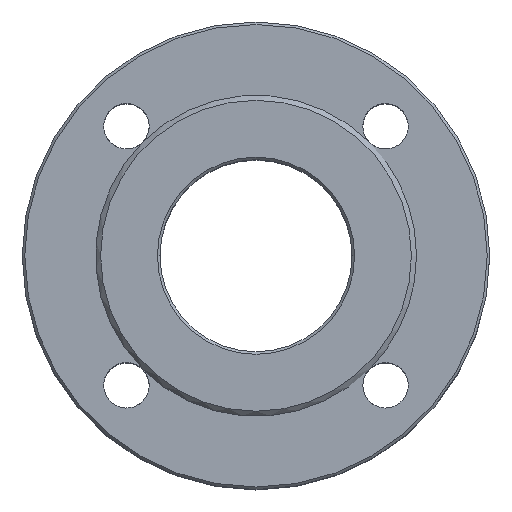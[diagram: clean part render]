
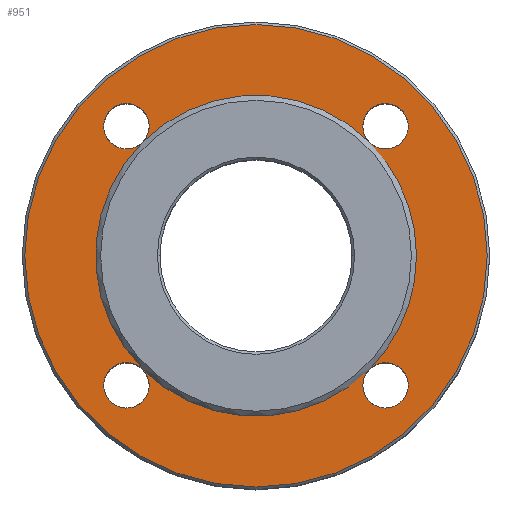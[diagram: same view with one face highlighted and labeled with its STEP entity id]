
A CAD part, top view. The second image highlights one B-rep face of the part: STEP entity #951.
In plain terms, the highlighted planar face has unit normal (0, 0, 1).
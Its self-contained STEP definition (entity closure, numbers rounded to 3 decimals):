
#134=FACE_BOUND('',#273,.T.);
#186=FACE_OUTER_BOUND('',#272,.T.);
#272=EDGE_LOOP('',(#772));
#273=EDGE_LOOP('',(#773,#774,#775,#776,#777,#778,#779,#780,#781,#782,#783,
#784,#785));
#360=CIRCLE('',#1110,91.5);
#361=CIRCLE('',#1112,9.);
#362=CIRCLE('',#1113,63.5);
#363=CIRCLE('',#1114,9.);
#364=CIRCLE('',#1115,9.);
#365=CIRCLE('',#1116,63.5);
#366=CIRCLE('',#1117,9.);
#367=CIRCLE('',#1118,9.);
#368=CIRCLE('',#1119,63.5);
#369=CIRCLE('',#1120,63.5);
#370=CIRCLE('',#1121,9.);
#371=CIRCLE('',#1122,9.);
#372=CIRCLE('',#1123,63.5);
#373=CIRCLE('',#1124,9.);
#442=VERTEX_POINT('',#1684);
#443=VERTEX_POINT('',#1688);
#444=VERTEX_POINT('',#1689);
#445=VERTEX_POINT('',#1691);
#446=VERTEX_POINT('',#1693);
#447=VERTEX_POINT('',#1696);
#448=VERTEX_POINT('',#1698);
#449=VERTEX_POINT('',#1701);
#450=VERTEX_POINT('',#1703);
#451=VERTEX_POINT('',#1705);
#554=EDGE_CURVE('',#442,#442,#360,.T.);
#555=EDGE_CURVE('',#443,#444,#361,.T.);
#556=EDGE_CURVE('',#445,#443,#362,.T.);
#557=EDGE_CURVE('',#446,#445,#363,.T.);
#558=EDGE_CURVE('',#445,#446,#364,.T.);
#559=EDGE_CURVE('',#447,#445,#365,.T.);
#560=EDGE_CURVE('',#448,#447,#366,.T.);
#561=EDGE_CURVE('',#447,#448,#367,.T.);
#562=EDGE_CURVE('',#449,#447,#368,.T.);
#563=EDGE_CURVE('',#450,#449,#369,.T.);
#564=EDGE_CURVE('',#451,#450,#370,.T.);
#565=EDGE_CURVE('',#450,#451,#371,.T.);
#566=EDGE_CURVE('',#443,#450,#372,.T.);
#567=EDGE_CURVE('',#444,#443,#373,.T.);
#772=ORIENTED_EDGE('',*,*,#554,.F.);
#773=ORIENTED_EDGE('',*,*,#555,.F.);
#774=ORIENTED_EDGE('',*,*,#556,.F.);
#775=ORIENTED_EDGE('',*,*,#557,.F.);
#776=ORIENTED_EDGE('',*,*,#558,.F.);
#777=ORIENTED_EDGE('',*,*,#559,.F.);
#778=ORIENTED_EDGE('',*,*,#560,.F.);
#779=ORIENTED_EDGE('',*,*,#561,.F.);
#780=ORIENTED_EDGE('',*,*,#562,.F.);
#781=ORIENTED_EDGE('',*,*,#563,.F.);
#782=ORIENTED_EDGE('',*,*,#564,.F.);
#783=ORIENTED_EDGE('',*,*,#565,.F.);
#784=ORIENTED_EDGE('',*,*,#566,.F.);
#785=ORIENTED_EDGE('',*,*,#567,.F.);
#840=PLANE('',#1111);
#951=ADVANCED_FACE('',(#186,#134),#840,.F.);
#1110=AXIS2_PLACEMENT_3D('',#1686,#1414,#1415);
#1111=AXIS2_PLACEMENT_3D('',#1687,#1416,#1417);
#1112=AXIS2_PLACEMENT_3D('',#1690,#1418,#1419);
#1113=AXIS2_PLACEMENT_3D('',#1692,#1420,#1421);
#1114=AXIS2_PLACEMENT_3D('',#1694,#1422,#1423);
#1115=AXIS2_PLACEMENT_3D('',#1695,#1424,#1425);
#1116=AXIS2_PLACEMENT_3D('',#1697,#1426,#1427);
#1117=AXIS2_PLACEMENT_3D('',#1699,#1428,#1429);
#1118=AXIS2_PLACEMENT_3D('',#1700,#1430,#1431);
#1119=AXIS2_PLACEMENT_3D('',#1702,#1432,#1433);
#1120=AXIS2_PLACEMENT_3D('',#1704,#1434,#1435);
#1121=AXIS2_PLACEMENT_3D('',#1706,#1436,#1437);
#1122=AXIS2_PLACEMENT_3D('',#1707,#1438,#1439);
#1123=AXIS2_PLACEMENT_3D('',#1708,#1440,#1441);
#1124=AXIS2_PLACEMENT_3D('',#1709,#1442,#1443);
#1414=DIRECTION('center_axis',(0.,0.,-1.));
#1415=DIRECTION('ref_axis',(1.,0.,0.));
#1416=DIRECTION('center_axis',(0.,0.,-1.));
#1417=DIRECTION('ref_axis',(-1.,0.,0.));
#1418=DIRECTION('center_axis',(0.,0.,1.));
#1419=DIRECTION('ref_axis',(1.,0.,0.));
#1420=DIRECTION('center_axis',(0.,0.,1.));
#1421=DIRECTION('ref_axis',(1.,0.,0.));
#1422=DIRECTION('center_axis',(0.,0.,1.));
#1423=DIRECTION('ref_axis',(1.,0.,0.));
#1424=DIRECTION('center_axis',(0.,0.,1.));
#1425=DIRECTION('ref_axis',(1.,0.,0.));
#1426=DIRECTION('center_axis',(0.,0.,1.));
#1427=DIRECTION('ref_axis',(1.,0.,0.));
#1428=DIRECTION('center_axis',(0.,0.,1.));
#1429=DIRECTION('ref_axis',(1.,0.,0.));
#1430=DIRECTION('center_axis',(0.,0.,1.));
#1431=DIRECTION('ref_axis',(1.,0.,0.));
#1432=DIRECTION('center_axis',(0.,0.,1.));
#1433=DIRECTION('ref_axis',(1.,0.,0.));
#1434=DIRECTION('center_axis',(0.,0.,1.));
#1435=DIRECTION('ref_axis',(1.,0.,0.));
#1436=DIRECTION('center_axis',(0.,0.,1.));
#1437=DIRECTION('ref_axis',(1.,0.,0.));
#1438=DIRECTION('center_axis',(0.,0.,1.));
#1439=DIRECTION('ref_axis',(1.,0.,0.));
#1440=DIRECTION('center_axis',(0.,0.,1.));
#1441=DIRECTION('ref_axis',(1.,0.,0.));
#1442=DIRECTION('center_axis',(0.,0.,1.));
#1443=DIRECTION('ref_axis',(1.,0.,0.));
#1684=CARTESIAN_POINT('',(-91.5,0.,0.));
#1686=CARTESIAN_POINT('Origin',(0.,0.,0.));
#1687=CARTESIAN_POINT('Origin',(0.,0.,0.));
#1688=CARTESIAN_POINT('',(-44.901,-44.901,0.));
#1689=CARTESIAN_POINT('',(-60.265,-51.265,0.));
#1690=CARTESIAN_POINT('Origin',(-51.265,-51.265,0.));
#1691=CARTESIAN_POINT('',(-44.901,44.901,0.));
#1692=CARTESIAN_POINT('Origin',(0.,0.,0.));
#1693=CARTESIAN_POINT('',(-60.265,51.265,0.));
#1694=CARTESIAN_POINT('Origin',(-51.265,51.265,0.));
#1695=CARTESIAN_POINT('Origin',(-51.265,51.265,0.));
#1696=CARTESIAN_POINT('',(44.901,44.901,0.));
#1697=CARTESIAN_POINT('Origin',(0.,0.,0.));
#1698=CARTESIAN_POINT('',(42.265,51.265,0.));
#1699=CARTESIAN_POINT('Origin',(51.265,51.265,0.));
#1700=CARTESIAN_POINT('Origin',(51.265,51.265,0.));
#1701=CARTESIAN_POINT('',(63.5,0.,0.));
#1702=CARTESIAN_POINT('Origin',(0.,0.,0.));
#1703=CARTESIAN_POINT('',(44.901,-44.901,0.));
#1704=CARTESIAN_POINT('Origin',(0.,0.,0.));
#1705=CARTESIAN_POINT('',(42.265,-51.265,0.));
#1706=CARTESIAN_POINT('Origin',(51.265,-51.265,0.));
#1707=CARTESIAN_POINT('Origin',(51.265,-51.265,0.));
#1708=CARTESIAN_POINT('Origin',(0.,0.,0.));
#1709=CARTESIAN_POINT('Origin',(-51.265,-51.265,0.));
